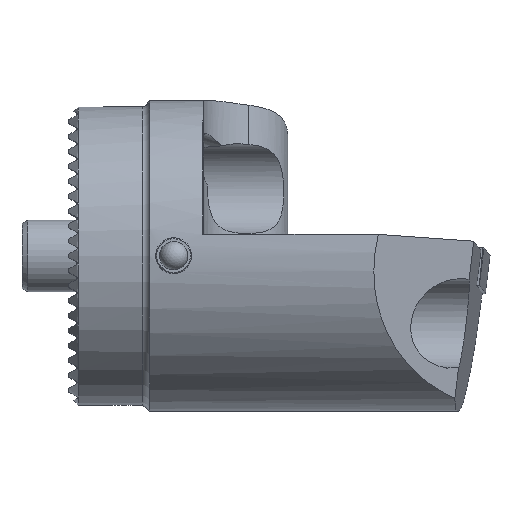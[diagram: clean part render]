
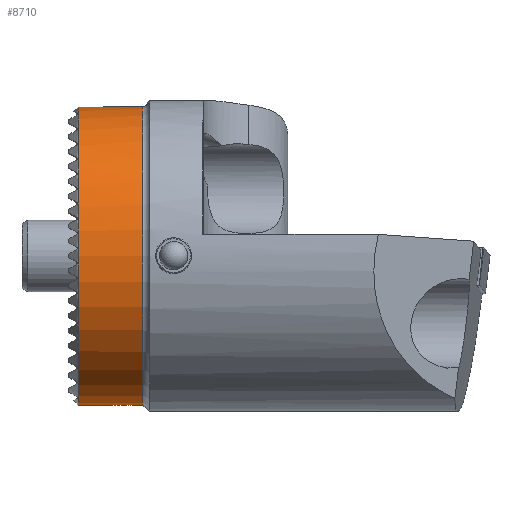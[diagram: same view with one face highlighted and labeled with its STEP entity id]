
A CAD part, top view. The second image highlights one B-rep face of the part: STEP entity #8710.
In plain terms, the highlighted cylindrical face has radius 12.5 mm (diameter 25 mm), a full revolution.
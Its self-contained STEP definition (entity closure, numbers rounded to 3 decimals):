
#49 = CARTESIAN_POINT ( 'NONE',  ( 3.901, -12.493, 0.413 ) ) ;
#93 = CARTESIAN_POINT ( 'NONE',  ( 4.393, -12.24, -2.537 ) ) ;
#133 = CARTESIAN_POINT ( 'NONE',  ( 3.009, -12.303, -2.211 ) ) ;
#170 = CARTESIAN_POINT ( 'NONE',  ( 5.424, -12.486, -0.608 ) ) ;
#215 = CARTESIAN_POINT ( 'NONE',  ( 5.348, -12.493, -0.426 ) ) ;
#682 = CIRCLE ( 'NONE', #10384, 12.5 ) ;
#740 = DIRECTION ( 'NONE',  ( 0., 0., 1. ) ) ;
#1006 = CARTESIAN_POINT ( 'NONE',  ( 5.9, 0., 12.5 ) ) ;
#1016 = CARTESIAN_POINT ( 'NONE',  ( 2.698, -12.365, -1.837 ) ) ;
#1052 = CARTESIAN_POINT ( 'NONE',  ( 2.51, -12.434, -1.285 ) ) ;
#1090 = CARTESIAN_POINT ( 'NONE',  ( 4.754, -12.27, -2.39 ) ) ;
#1123 = ORIENTED_EDGE ( 'NONE', *, *, #11795, .T. ) ;
#1129 = CARTESIAN_POINT ( 'NONE',  ( 5.194, -12.499, -0.177 ) ) ;
#1163 = CARTESIAN_POINT ( 'NONE',  ( 4.923, -12.5, 0.109 ) ) ;
#1798 = EDGE_LOOP ( 'NONE', ( #7495 ) ) ;
#1944 = CARTESIAN_POINT ( 'NONE',  ( 5.423, -12.401, -1.572 ) ) ;
#2028 = DIRECTION ( 'NONE',  ( -1., 0., 0. ) ) ;
#2032 = CARTESIAN_POINT ( 'NONE',  ( 5.301, -12.364, -1.837 ) ) ;
#2065 = CARTESIAN_POINT ( 'NONE',  ( 5.302, -12.496, -0.34 ) ) ;
#2108 = CARTESIAN_POINT ( 'NONE',  ( 4.395, -12.495, 0.372 ) ) ;
#2413 = VERTEX_POINT ( 'NONE', #11932 ) ;
#2539 = VERTEX_POINT ( 'NONE', #1006 ) ;
#2592 = CARTESIAN_POINT ( 'NONE',  ( -15.729, 0., 0. ) ) ;
#2734 = DIRECTION ( 'NONE',  ( 0., 0., 1. ) ) ;
#2741 = FACE_OUTER_BOUND ( 'NONE', #10763, .T. ) ;
#2850 = CARTESIAN_POINT ( 'NONE',  ( 3.902, -12.232, -2.576 ) ) ;
#2931 = CARTESIAN_POINT ( 'NONE',  ( 5.347, -12.377, -1.752 ) ) ;
#2970 = CARTESIAN_POINT ( 'NONE',  ( 3.61, -12.242, -2.528 ) ) ;
#3011 = CARTESIAN_POINT ( 'NONE',  ( 2.689, -12.497, -0.335 ) ) ;
#3189 = FACE_OUTER_BOUND ( 'NONE', #1798, .T. ) ;
#3380 = AXIS2_PLACEMENT_3D ( 'NONE', #2592, #10990, #740 ) ;
#3777 = CARTESIAN_POINT ( 'NONE',  ( 4., -12.493, 0.413 ) ) ;
#3817 = CARTESIAN_POINT ( 'NONE',  ( 5.452, -12.413, -1.477 ) ) ;
#3901 = CARTESIAN_POINT ( 'NONE',  ( 2.5, -12.444, -1.186 ) ) ;
#3936 = CARTESIAN_POINT ( 'NONE',  ( 2.54, -12.482, -0.696 ) ) ;
#3991 = EDGE_CURVE ( 'NONE', #4008, #4008, #10304, .T. ) ;
#4008 = VERTEX_POINT ( 'NONE', #7148 ) ;
#4766 = CARTESIAN_POINT ( 'NONE',  ( 3.335, -12.262, -2.426 ) ) ;
#4840 = CARTESIAN_POINT ( 'NONE',  ( 2.801, -12.5, -0.168 ) ) ;
#4880 = CARTESIAN_POINT ( 'NONE',  ( 0.5, 0., 0. ) ) ;
#4883 = CARTESIAN_POINT ( 'NONE',  ( 3.516, -12.496, 0.335 ) ) ;
#5176 = AXIS2_PLACEMENT_3D ( 'NONE', #5554, #12108, #2734 ) ;
#5255 = CIRCLE ( 'NONE', #5176, 12.5 ) ;
#5517 = CYLINDRICAL_SURFACE ( 'NONE', #3380, 12.5 ) ;
#5554 = CARTESIAN_POINT ( 'NONE',  ( 5.9, 0., 0. ) ) ;
#5672 = CARTESIAN_POINT ( 'NONE',  ( 3.248, -12.498, 0.213 ) ) ;
#5712 = CARTESIAN_POINT ( 'NONE',  ( 3.802, -12.234, -2.566 ) ) ;
#5746 = CARTESIAN_POINT ( 'NONE',  ( 5.129, -12.327, -2.075 ) ) ;
#5790 = CARTESIAN_POINT ( 'NONE',  ( 5.49, -12.434, -1.287 ) ) ;
#6588 = CARTESIAN_POINT ( 'NONE',  ( 2.652, -12.377, -1.75 ) ) ;
#6634 = CARTESIAN_POINT ( 'NONE',  ( 5.5, -12.444, -1.19 ) ) ;
#6678 = CARTESIAN_POINT ( 'NONE',  ( 5.5, -12.461, -0.992 ) ) ;
#6725 = EDGE_CURVE ( 'NONE', #2413, #2413, #682, .T. ) ;
#6747 = CARTESIAN_POINT ( 'NONE',  ( 2.548, -12.413, -1.476 ) ) ;
#7148 = CARTESIAN_POINT ( 'NONE',  ( 4., -12.493, 0.413 ) ) ;
#7495 = ORIENTED_EDGE ( 'NONE', *, *, #6725, .F. ) ;
#7520 = CARTESIAN_POINT ( 'NONE',  ( 3.516, -12.247, -2.5 ) ) ;
#7563 = CARTESIAN_POINT ( 'NONE',  ( 3.247, -12.272, -2.379 ) ) ;
#7599 = CARTESIAN_POINT ( 'NONE',  ( 4.195, -12.232, -2.576 ) ) ;
#7646 = CARTESIAN_POINT ( 'NONE',  ( 4.921, -12.291, -2.28 ) ) ;
#7690 = CARTESIAN_POINT ( 'NONE',  ( 4.756, -12.498, 0.222 ) ) ;
#7999 = FACE_BOUND ( 'NONE', #11952, .T. ) ;
#8485 = CARTESIAN_POINT ( 'NONE',  ( 3.085, -12.5, 0.104 ) ) ;
#8523 = CARTESIAN_POINT ( 'NONE',  ( 5.192, -12.339, -1.999 ) ) ;
#8563 = CARTESIAN_POINT ( 'NONE',  ( 5.452, -12.481, -0.703 ) ) ;
#8610 = CARTESIAN_POINT ( 'NONE',  ( 3.085, -12.292, -2.272 ) ) ;
#8687 = DIRECTION ( 'NONE',  ( 0., 0., 1. ) ) ;
#8710 = ADVANCED_FACE ( 'NONE', ( #3189, #2741, #7999 ), #5517, .T. ) ;
#9405 = CARTESIAN_POINT ( 'NONE',  ( 4.198, -12.493, 0.413 ) ) ;
#9445 = CARTESIAN_POINT ( 'NONE',  ( 3.335, -12.497, 0.26 ) ) ;
#9487 = CARTESIAN_POINT ( 'NONE',  ( 3.803, -12.494, 0.403 ) ) ;
#9533 = CARTESIAN_POINT ( 'NONE',  ( 2.576, -12.401, -1.569 ) ) ;
#9571 = CARTESIAN_POINT ( 'NONE',  ( 5.131, -12.5, -0.099 ) ) ;
#10304 = B_SPLINE_CURVE_WITH_KNOTS ( 'NONE', 3,
 ( #10422, #49, #9487, #10504, #4883, #9445, #5672, #8485, #11292, #4840, #3011, #3936, #11377, #3901, #1052, #6747, #9533, #6588, #1016, #11335, #10386, #133, #8610, #7563, #4766, #7520, #2970, #5712, #2850, #7599, #93, #1090, #7646, #5746, #8523, #2032, #2931, #1944, #3817, #5790, #6634, #6678, #11412, #8563, #170, #215, #2065, #1129, #9571, #1163, #7690, #2108, #9405, #3777 ),
 .UNSPECIFIED., .T., .F.,
 ( 4, 2, 2, 2, 2, 2, 2, 2, 2, 2, 2, 2, 2, 2, 2, 2, 2, 2, 2, 2, 2, 2, 2, 2, 2, 2, 4 ),
 ( 0., 0., 0.001, 0.001, 0.001, 0.002, 0.002, 0.003, 0.003, 0.003, 0.004, 0.004, 0.004, 0.004, 0.005, 0.005, 0.006, 0.006, 0.006, 0.007, 0.007, 0.007, 0.008, 0.008, 0.008, 0.009, 0.009 ),
 .UNSPECIFIED. ) ;
#10384 = AXIS2_PLACEMENT_3D ( 'NONE', #4880, #2028, #8687 ) ;
#10386 = CARTESIAN_POINT ( 'NONE',  ( 2.869, -12.327, -2.073 ) ) ;
#10422 = CARTESIAN_POINT ( 'NONE',  ( 4., -12.493, 0.413 ) ) ;
#10504 = CARTESIAN_POINT ( 'NONE',  ( 3.611, -12.495, 0.365 ) ) ;
#10763 = EDGE_LOOP ( 'NONE', ( #1123 ) ) ;
#10990 = DIRECTION ( 'NONE',  ( -1., 0., 0. ) ) ;
#11151 = ORIENTED_EDGE ( 'NONE', *, *, #3991, .F. ) ;
#11292 = CARTESIAN_POINT ( 'NONE',  ( 3.008, -12.5, 0.04 ) ) ;
#11335 = CARTESIAN_POINT ( 'NONE',  ( 2.807, -12.34, -1.998 ) ) ;
#11377 = CARTESIAN_POINT ( 'NONE',  ( 2.5, -12.47, -0.894 ) ) ;
#11412 = CARTESIAN_POINT ( 'NONE',  ( 5.49, -12.468, -0.895 ) ) ;
#11795 = EDGE_CURVE ( 'NONE', #2539, #2539, #5255, .T. ) ;
#11932 = CARTESIAN_POINT ( 'NONE',  ( 0.5, 0., 12.5 ) ) ;
#11952 = EDGE_LOOP ( 'NONE', ( #11151 ) ) ;
#12108 = DIRECTION ( 'NONE',  ( -1., 0., 0. ) ) ;
